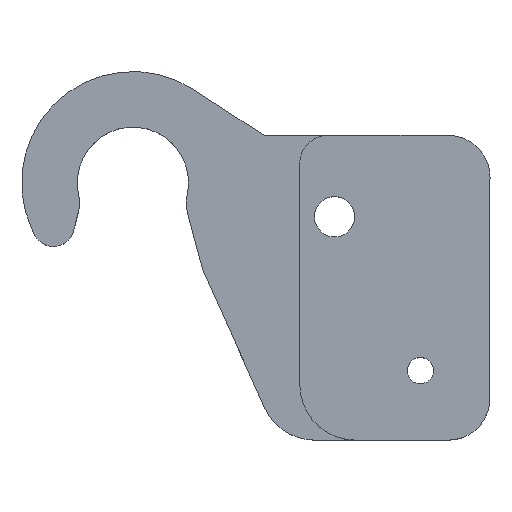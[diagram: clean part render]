
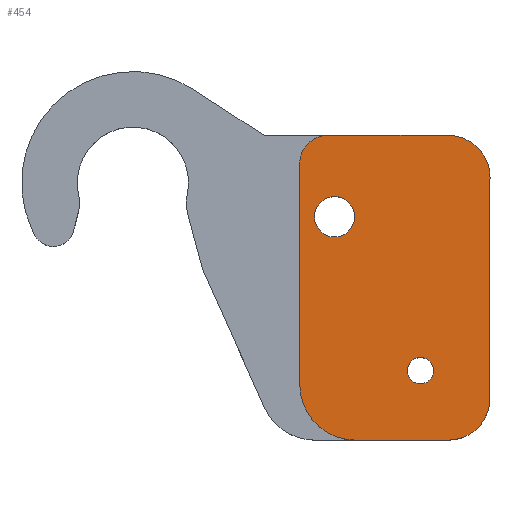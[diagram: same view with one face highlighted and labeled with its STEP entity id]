
A CAD part, top view. The second image highlights one B-rep face of the part: STEP entity #454.
In plain terms, the highlighted planar face has unit normal (0, 0, 1).
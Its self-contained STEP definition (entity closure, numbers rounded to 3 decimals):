
#28=FACE_BOUND('',#101,.T.);
#29=FACE_BOUND('',#102,.T.);
#46=CIRCLE('',#501,0.95);
#47=CIRCLE('',#507,2.);
#48=CIRCLE('',#509,4.);
#49=CIRCLE('',#510,3.);
#50=CIRCLE('',#511,3.);
#51=CIRCLE('',#512,1.45);
#56=PLANE('',#508);
#74=FACE_OUTER_BOUND('',#100,.T.);
#100=EDGE_LOOP('',(#379,#380,#381,#382,#383,#384,#385,#386));
#101=EDGE_LOOP('',(#387));
#102=EDGE_LOOP('',(#388));
#140=LINE('',#827,#180);
#141=LINE('',#831,#181);
#142=LINE('',#835,#182);
#143=LINE('',#838,#183);
#180=VECTOR('',#608,10.);
#181=VECTOR('',#611,10.);
#182=VECTOR('',#614,10.);
#183=VECTOR('',#617,10.);
#233=VERTEX_POINT('',#808);
#234=VERTEX_POINT('',#820);
#235=VERTEX_POINT('',#821);
#236=VERTEX_POINT('',#826);
#237=VERTEX_POINT('',#828);
#238=VERTEX_POINT('',#830);
#239=VERTEX_POINT('',#832);
#240=VERTEX_POINT('',#834);
#241=VERTEX_POINT('',#836);
#242=VERTEX_POINT('',#839);
#282=EDGE_CURVE('',#233,#233,#46,.T.);
#287=EDGE_CURVE('',#234,#235,#47,.T.);
#290=EDGE_CURVE('',#234,#236,#140,.F.);
#291=EDGE_CURVE('',#237,#236,#48,.T.);
#292=EDGE_CURVE('',#238,#237,#141,.T.);
#293=EDGE_CURVE('',#239,#238,#49,.T.);
#294=EDGE_CURVE('',#239,#240,#142,.T.);
#295=EDGE_CURVE('',#241,#240,#50,.T.);
#296=EDGE_CURVE('',#241,#235,#143,.T.);
#297=EDGE_CURVE('',#242,#242,#51,.T.);
#379=ORIENTED_EDGE('',*,*,#287,.F.);
#380=ORIENTED_EDGE('',*,*,#290,.T.);
#381=ORIENTED_EDGE('',*,*,#291,.F.);
#382=ORIENTED_EDGE('',*,*,#292,.F.);
#383=ORIENTED_EDGE('',*,*,#293,.F.);
#384=ORIENTED_EDGE('',*,*,#294,.T.);
#385=ORIENTED_EDGE('',*,*,#295,.F.);
#386=ORIENTED_EDGE('',*,*,#296,.T.);
#387=ORIENTED_EDGE('',*,*,#282,.T.);
#388=ORIENTED_EDGE('',*,*,#297,.F.);
#454=ADVANCED_FACE('',(#74,#28,#29),#56,.F.);
#501=AXIS2_PLACEMENT_3D('',#810,#586,#587);
#507=AXIS2_PLACEMENT_3D('',#822,#602,#603);
#508=AXIS2_PLACEMENT_3D('',#825,#606,#607);
#509=AXIS2_PLACEMENT_3D('',#829,#609,#610);
#510=AXIS2_PLACEMENT_3D('',#833,#612,#613);
#511=AXIS2_PLACEMENT_3D('',#837,#615,#616);
#512=AXIS2_PLACEMENT_3D('',#840,#618,#619);
#586=DIRECTION('center_axis',(0.,0.,
-1.));
#587=DIRECTION('ref_axis',(-1.,0.,0.));
#602=DIRECTION('center_axis',(0.,0.,
-1.));
#603=DIRECTION('ref_axis',(-0.707,0.707,0.));
#606=DIRECTION('center_axis',(0.,0.,
-1.));
#607=DIRECTION('ref_axis',(0.,1.,0.));
#608=DIRECTION('',(0.,1.,0.));
#609=DIRECTION('center_axis',(0.,0.,
-1.));
#610=DIRECTION('ref_axis',(-0.707,-0.707,0.));
#611=DIRECTION('',(-1.,0.,0.));
#612=DIRECTION('center_axis',(0.,0.,
-1.));
#613=DIRECTION('ref_axis',(0.707,-0.707,0.));
#614=DIRECTION('',(0.,1.,0.));
#615=DIRECTION('center_axis',(0.,0.,
-1.));
#616=DIRECTION('ref_axis',(0.707,0.707,0.));
#617=DIRECTION('',(-1.,0.,0.));
#618=DIRECTION('center_axis',(0.,0.,
1.));
#619=DIRECTION('ref_axis',(-1.,0.,0.));
#808=CARTESIAN_POINT('',(39.348,-14.162,-3.019));
#810=CARTESIAN_POINT('Origin',(38.398,-14.162,-3.019));
#820=CARTESIAN_POINT('',(29.718,0.746,-3.019));
#821=CARTESIAN_POINT('',(31.718,2.746,-3.019));
#822=CARTESIAN_POINT('Origin',(31.718,0.746,-3.019));
#825=CARTESIAN_POINT('Origin',(14.218,-13.45,-3.019));
#826=CARTESIAN_POINT('',(29.718,-15.162,-3.019));
#827=CARTESIAN_POINT('',(29.718,-6.102,-3.019));
#828=CARTESIAN_POINT('',(33.718,-19.162,-3.019));
#829=CARTESIAN_POINT('Origin',(33.718,-15.162,-3.019));
#830=CARTESIAN_POINT('',(40.398,-19.162,-3.019));
#831=CARTESIAN_POINT('',(47.661,-19.162,-3.019));
#832=CARTESIAN_POINT('',(43.398,-16.162,-3.019));
#833=CARTESIAN_POINT('Origin',(40.398,-16.162,-3.019));
#834=CARTESIAN_POINT('',(43.398,-0.254,-3.019));
#835=CARTESIAN_POINT('',(43.398,-10.099,-3.019));
#836=CARTESIAN_POINT('',(40.398,2.746,-3.019));
#837=CARTESIAN_POINT('Origin',(40.398,-0.254,-3.019));
#838=CARTESIAN_POINT('',(21.968,2.746,-3.019));
#839=CARTESIAN_POINT('',(33.668,-3.104,-3.019));
#840=CARTESIAN_POINT('Origin',(32.218,-3.104,-3.019));
